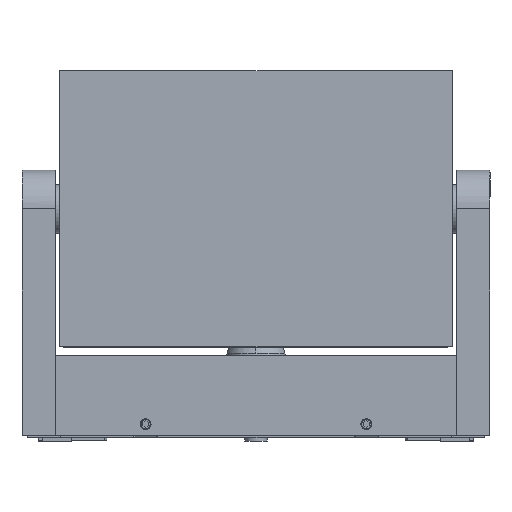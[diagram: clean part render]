
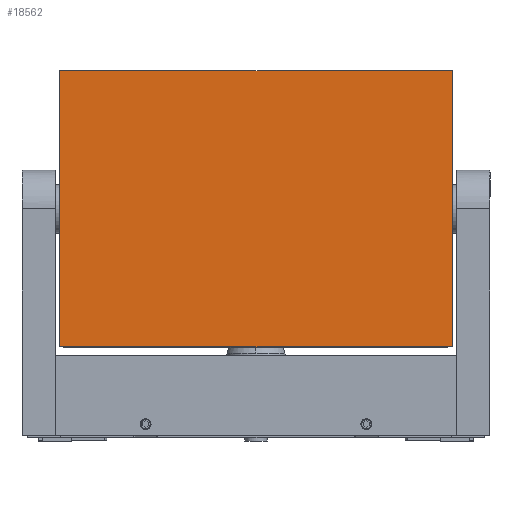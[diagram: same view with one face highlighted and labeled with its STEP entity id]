
A CAD part, top view. The second image highlights one B-rep face of the part: STEP entity #18562.
In plain terms, the highlighted face is planar.
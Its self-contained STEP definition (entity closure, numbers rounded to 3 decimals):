
#18437=CARTESIAN_POINT('Vertex',(-89.,62.5,-15.)) ;
#18444=CARTESIAN_POINT('Vertex',(89.,62.5,-15.)) ;
#18447=CARTESIAN_POINT('Line Origine',(0.,62.5,-15.)) ;
#18470=CARTESIAN_POINT('Vertex',(89.,-62.5,-15.)) ;
#18473=CARTESIAN_POINT('Line Origine',(89.,0.,-15.)) ;
#18515=CARTESIAN_POINT('Vertex',(-89.,-62.5,-15.)) ;
#18518=CARTESIAN_POINT('Line Origine',(0.,-62.5,-15.)) ;
#18532=CARTESIAN_POINT('Line Origine',(-89.,0.,-15.)) ;
#18551=CARTESIAN_POINT('Axis2P3D Location',(0.,0.,-15.)) ;
#18449=VECTOR('Line Direction',#18448,1.) ;
#18475=VECTOR('Line Direction',#18474,1.) ;
#18520=VECTOR('Line Direction',#18519,1.) ;
#18534=VECTOR('Line Direction',#18533,1.) ;
#18448=DIRECTION('Vector Direction',(-1.,0.,0.)) ;
#18474=DIRECTION('Vector Direction',(0.,1.,0.)) ;
#18519=DIRECTION('Vector Direction',(1.,0.,0.)) ;
#18533=DIRECTION('Vector Direction',(0.,-1.,0.)) ;
#18552=DIRECTION('Axis2P3D Direction',(0.,0.,1.)) ;
#18553=DIRECTION('Axis2P3D XDirection',(1.,0.,0.)) ;
#18554=AXIS2_PLACEMENT_3D('Plane Axis2P3D',#18551,#18552,#18553) ;
#18450=LINE('Line',#18447,#18449) ;
#18476=LINE('Line',#18473,#18475) ;
#18521=LINE('Line',#18518,#18520) ;
#18535=LINE('Line',#18532,#18534) ;
#18555=PLANE('',#18554) ;
#18451=EDGE_CURVE('',#18445,#18438,#18450,.T.) ;
#18477=EDGE_CURVE('',#18471,#18445,#18476,.T.) ;
#18522=EDGE_CURVE('',#18516,#18471,#18521,.T.) ;
#18536=EDGE_CURVE('',#18438,#18516,#18535,.T.) ;
#18556=EDGE_LOOP('',(#18557,#18558,#18559,#18560)) ;
#18557=ORIENTED_EDGE('',*,*,#18477,.F.) ;
#18558=ORIENTED_EDGE('',*,*,#18522,.F.) ;
#18559=ORIENTED_EDGE('',*,*,#18536,.F.) ;
#18560=ORIENTED_EDGE('',*,*,#18451,.F.) ;
#18438=VERTEX_POINT('',#18437) ;
#18445=VERTEX_POINT('',#18444) ;
#18471=VERTEX_POINT('',#18470) ;
#18516=VERTEX_POINT('',#18515) ;
#18562=ADVANCED_FACE('\X2\62D46A21\X0\3',(#18561),#18555,.F.) ;
#18561=FACE_OUTER_BOUND('',#18556,.T.) ;
